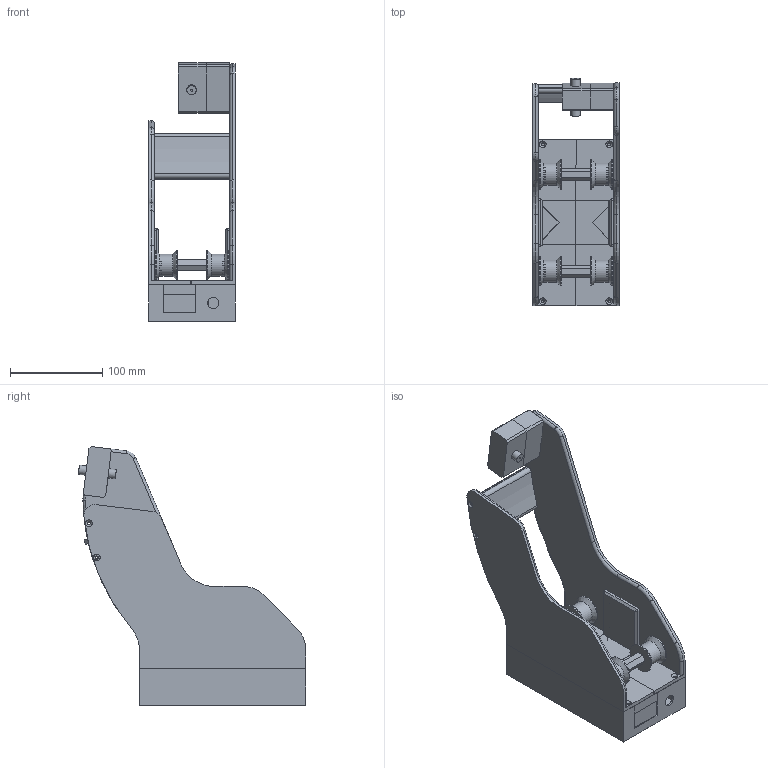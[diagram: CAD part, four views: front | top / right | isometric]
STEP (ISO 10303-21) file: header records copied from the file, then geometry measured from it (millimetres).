
FILE_DESCRIPTION(/* description */ ('','CAx-IF Rec.Pracs.---Representation and Presentation of Product Manufacturing Information (PMI)---4.0---2014-10-13'),/* implementation_level */ '2;1');
FILE_NAME(/* name */ 'spool-holder.step',/* time_stamp */ '2025-02-01T20:24:20+02:00',/* author */ (''),/* organization */ (''),/* preprocessor_version */ 'ST-DEVELOPER v20',/* originating_system */ 'Autodesk Translation Framework v13.20.0.188',/* authorisation */ '');
FILE_SCHEMA (('AP242_MANAGED_MODEL_BASED_3D_ENGINEERING_MIM_LF { 1 0 10303 442 1 1 4 }'));
Length unit declared in the file: millimetre
Products named in the file (17): RFID Spool Holder; roller; roller-shaft; side; side 1; side 2; rfid cap; rfid cap (1); bottom; side-cutout-cover; screen; screen insert; usb c panel; sfs2; side fixture; Bearing; sfs fixture
Assembly tree (24 placements, depth 3):
  RFID Spool Holder
    roller  x4
    roller-shaft  x2
    Bearing  x5
    side
      side 1
      side 2
    rfid cap
      rfid cap (1)
    bottom
    side-cutout-cover
    screen
    screen insert
    usb c panel
    sfs2
    side fixture
    sfs fixture
Bounding box: 94 x 246.44 x 280.69 mm (x, y, z)
Volume: 638851 mm3; surface area: 312754.4 mm2
Topology: 33 solids, 33 shells, 695 faces, 1602 edges, 1038 vertices
Faces by surface type: plane 438, cylinder 200, torus 30, cone 27
Full cylindrical faces by diameter (mm): 2 x1, 2.8 x6, 3 x7, 3.2 x8, 3.3 x6, 3.4 x7, 6 x23, 8 x5, 8.3 x5, 10 x12, 12.4 x1, 20 x10, 22 x5, 22.1 x4, 24 x4, 32 x8
Entity records: 17574 total; most frequent: DIRECTION 3025, CARTESIAN_POINT 2983, ORIENTED_EDGE 2786, EDGE_CURVE 1393, AXIS2_PLACEMENT_3D 1017, LINE 991, VECTOR 991, VERTEX_POINT 907
